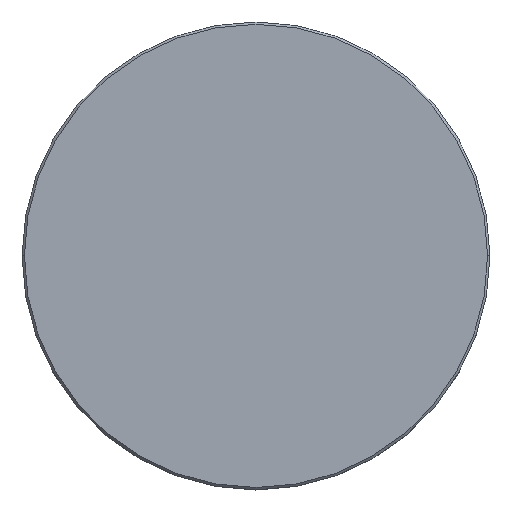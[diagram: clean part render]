
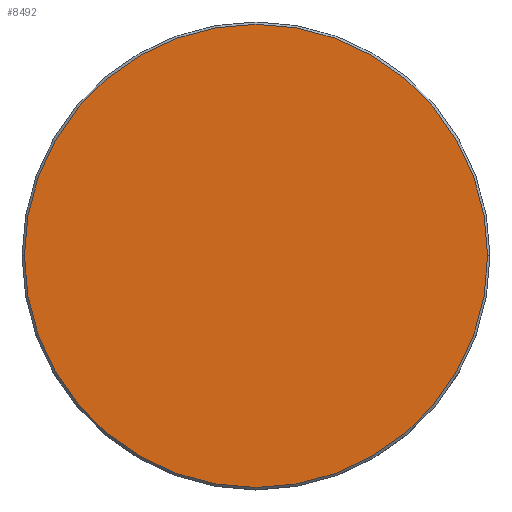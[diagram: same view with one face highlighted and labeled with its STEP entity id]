
A CAD part, top view. The second image highlights one B-rep face of the part: STEP entity #8492.
In plain terms, the highlighted planar face has unit normal (0, 0, 1).
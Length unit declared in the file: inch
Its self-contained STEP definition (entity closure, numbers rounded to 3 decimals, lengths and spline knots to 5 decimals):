
#463 = PLANE ( 'NONE',  #890 ) ;
#890 = AXIS2_PLACEMENT_3D ( 'NONE', #6451, #7334, #2182 ) ;
#2182 = DIRECTION ( 'NONE',  ( 1., 0., 0. ) ) ;
#3045 = CARTESIAN_POINT ( 'NONE',  ( 0.99016, 0., 0.23622 ) ) ;
#3215 = FACE_OUTER_BOUND ( 'NONE', #4651, .T. ) ;
#3408 = VERTEX_POINT ( 'NONE', #3045 ) ;
#3869 = DIRECTION ( 'NONE',  ( 0., 0., 1. ) ) ;
#3895 = CIRCLE ( 'NONE', #8347, 0.99016 ) ;
#4073 = CARTESIAN_POINT ( 'NONE',  ( 0., 0., 0.23622 ) ) ;
#4651 = EDGE_LOOP ( 'NONE', ( #10185, #11046 ) ) ;
#4941 = DIRECTION ( 'NONE',  ( 1., 0., 0. ) ) ;
#5509 = CARTESIAN_POINT ( 'NONE',  ( -0.99016, 0., 0.23622 ) ) ;
#5552 = EDGE_CURVE ( 'NONE', #3408, #11089, #3895, .T. ) ;
#6451 = CARTESIAN_POINT ( 'NONE',  ( 0., 0., 0.23622 ) ) ;
#6456 = CIRCLE ( 'NONE', #8161, 0.99016 ) ;
#7334 = DIRECTION ( 'NONE',  ( 0., 0., 1. ) ) ;
#8161 = AXIS2_PLACEMENT_3D ( 'NONE', #9032, #3869, #9890 ) ;
#8347 = AXIS2_PLACEMENT_3D ( 'NONE', #4073, #10085, #4941 ) ;
#8492 = ADVANCED_FACE ( 'NONE', ( #3215 ), #463, .T. ) ;
#9032 = CARTESIAN_POINT ( 'NONE',  ( 0., 0., 0.23622 ) ) ;
#9864 = EDGE_CURVE ( 'NONE', #11089, #3408, #6456, .T. ) ;
#9890 = DIRECTION ( 'NONE',  ( 1., 0., 0. ) ) ;
#10085 = DIRECTION ( 'NONE',  ( 0., 0., 1. ) ) ;
#10185 = ORIENTED_EDGE ( 'NONE', *, *, #9864, .T. ) ;
#11046 = ORIENTED_EDGE ( 'NONE', *, *, #5552, .T. ) ;
#11089 = VERTEX_POINT ( 'NONE', #5509 ) ;
